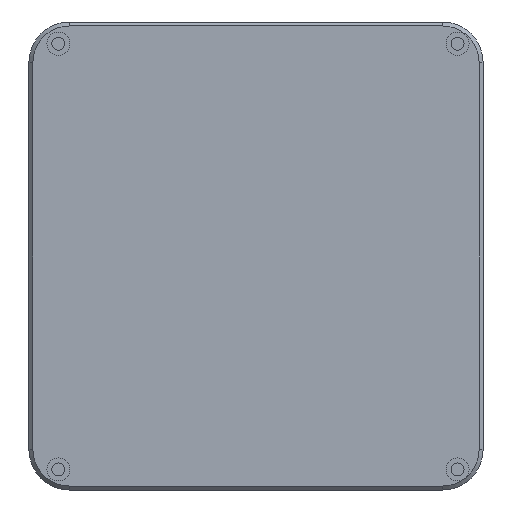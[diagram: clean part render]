
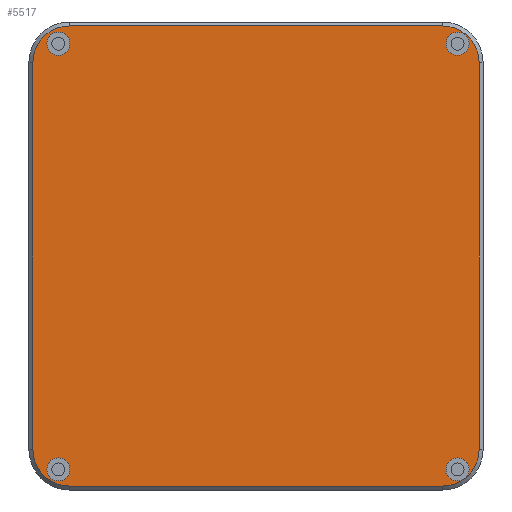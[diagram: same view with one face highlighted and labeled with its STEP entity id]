
A CAD part, left-side view. The second image highlights one B-rep face of the part: STEP entity #5517.
In plain terms, the highlighted planar face has unit normal (-1, 0, 0).
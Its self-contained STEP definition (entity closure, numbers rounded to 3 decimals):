
#47=FACE_BOUND('',#1693,.T.);
#48=FACE_BOUND('',#1694,.T.);
#49=FACE_BOUND('',#1695,.T.);
#50=FACE_BOUND('',#1696,.T.);
#63=CIRCLE('',#5796,2.925);
#66=CIRCLE('',#5801,2.925);
#69=CIRCLE('',#5806,2.925);
#72=CIRCLE('',#5811,2.925);
#95=CIRCLE('',#5853,9.3);
#96=CIRCLE('',#5856,9.3);
#98=CIRCLE('',#5860,9.3);
#101=CIRCLE('',#5865,9.3);
#182=PLANE('',#5871);
#406=LINE('',#14764,#862);
#410=LINE('',#14776,#866);
#414=LINE('',#14788,#870);
#417=LINE('',#14797,#873);
#862=VECTOR('',#6276,10.);
#866=VECTOR('',#6288,10.);
#870=VECTOR('',#6300,10.);
#873=VECTOR('',#6311,10.);
#1321=FACE_OUTER_BOUND('',#1692,.T.);
#1692=EDGE_LOOP('',(#4067,#4068,#4069,#4070,#4071,#4072,#4073,#4074));
#1693=EDGE_LOOP('',(#4075));
#1694=EDGE_LOOP('',(#4076));
#1695=EDGE_LOOP('',(#4077));
#1696=EDGE_LOOP('',(#4078));
#2301=VERTEX_POINT('',#8272);
#2304=VERTEX_POINT('',#8281);
#2307=VERTEX_POINT('',#8290);
#2310=VERTEX_POINT('',#8299);
#2423=VERTEX_POINT('',#14752);
#2426=VERTEX_POINT('',#14757);
#2428=VERTEX_POINT('',#14762);
#2430=VERTEX_POINT('',#14768);
#2432=VERTEX_POINT('',#14774);
#2434=VERTEX_POINT('',#14780);
#2436=VERTEX_POINT('',#14786);
#2438=VERTEX_POINT('',#14793);
#2785=EDGE_CURVE('',#2301,#2301,#63,.T.);
#2789=EDGE_CURVE('',#2304,#2304,#66,.T.);
#2793=EDGE_CURVE('',#2307,#2307,#69,.T.);
#2797=EDGE_CURVE('',#2310,#2310,#72,.T.);
#3000=EDGE_CURVE('',#2426,#2423,#95,.T.);
#3002=EDGE_CURVE('',#2428,#2426,#406,.T.);
#3005=EDGE_CURVE('',#2430,#2428,#96,.T.);
#3008=EDGE_CURVE('',#2432,#2430,#410,.T.);
#3011=EDGE_CURVE('',#2434,#2432,#98,.T.);
#3014=EDGE_CURVE('',#2436,#2434,#414,.T.);
#3018=EDGE_CURVE('',#2438,#2436,#101,.T.);
#3019=EDGE_CURVE('',#2423,#2438,#417,.T.);
#4067=ORIENTED_EDGE('',*,*,#3000,.F.);
#4068=ORIENTED_EDGE('',*,*,#3002,.F.);
#4069=ORIENTED_EDGE('',*,*,#3005,.F.);
#4070=ORIENTED_EDGE('',*,*,#3008,.F.);
#4071=ORIENTED_EDGE('',*,*,#3011,.F.);
#4072=ORIENTED_EDGE('',*,*,#3014,.F.);
#4073=ORIENTED_EDGE('',*,*,#3018,.F.);
#4074=ORIENTED_EDGE('',*,*,#3019,.F.);
#4075=ORIENTED_EDGE('',*,*,#2785,.T.);
#4076=ORIENTED_EDGE('',*,*,#2789,.T.);
#4077=ORIENTED_EDGE('',*,*,#2793,.T.);
#4078=ORIENTED_EDGE('',*,*,#2797,.T.);
#5517=ADVANCED_FACE('',(#1321,#47,#48,#49,#50),#182,.T.);
#5796=AXIS2_PLACEMENT_3D('',#8273,#6078,#6079);
#5801=AXIS2_PLACEMENT_3D('',#8282,#6089,#6090);
#5806=AXIS2_PLACEMENT_3D('',#8291,#6100,#6101);
#5811=AXIS2_PLACEMENT_3D('',#8300,#6111,#6112);
#5853=AXIS2_PLACEMENT_3D('',#14759,#6271,#6272);
#5856=AXIS2_PLACEMENT_3D('',#14770,#6281,#6282);
#5860=AXIS2_PLACEMENT_3D('',#14782,#6293,#6294);
#5865=AXIS2_PLACEMENT_3D('',#14795,#6307,#6308);
#5871=AXIS2_PLACEMENT_3D('',#14816,#6330,#6331);
#6078=DIRECTION('center_axis',(1.,0.,0.));
#6079=DIRECTION('ref_axis',(0.,0.,-1.));
#6089=DIRECTION('center_axis',(1.,0.,0.));
#6090=DIRECTION('ref_axis',(0.,0.,-1.));
#6100=DIRECTION('center_axis',(1.,0.,0.));
#6101=DIRECTION('ref_axis',(0.,0.,-1.));
#6111=DIRECTION('center_axis',(1.,0.,0.));
#6112=DIRECTION('ref_axis',(0.,0.,-1.));
#6271=DIRECTION('center_axis',(1.,0.,0.));
#6272=DIRECTION('ref_axis',(0.,0.707,-0.707));
#6276=DIRECTION('',(0.,1.,0.));
#6281=DIRECTION('center_axis',(1.,0.,0.));
#6282=DIRECTION('ref_axis',(0.,0.,-1.));
#6288=DIRECTION('',(0.,0.,-1.));
#6293=DIRECTION('center_axis',(1.,0.,0.));
#6294=DIRECTION('ref_axis',(0.,-1.,0.));
#6300=DIRECTION('',(0.,-1.,0.));
#6307=DIRECTION('center_axis',(1.,0.,0.));
#6308=DIRECTION('ref_axis',(0.,0.707,0.707));
#6311=DIRECTION('',(0.,0.,1.));
#6330=DIRECTION('center_axis',(-1.,0.,0.));
#6331=DIRECTION('ref_axis',(0.,-1.,0.));
#8272=CARTESIAN_POINT('',(-29.9,-19.991,-2.348));
#8273=CARTESIAN_POINT('Origin',(-29.9,-19.991,-5.273));
#8281=CARTESIAN_POINT('',(-29.9,81.509,-2.348));
#8282=CARTESIAN_POINT('Origin',(-29.9,81.509,-5.273));
#8290=CARTESIAN_POINT('',(-29.9,-19.991,105.902));
#8291=CARTESIAN_POINT('Origin',(-29.9,-19.991,102.977));
#8299=CARTESIAN_POINT('',(-29.9,81.509,105.902));
#8300=CARTESIAN_POINT('Origin',(-29.9,81.509,102.977));
#14752=CARTESIAN_POINT('',(-29.9,88.,-0.2));
#14757=CARTESIAN_POINT('',(-29.9,78.7,-9.5));
#14759=CARTESIAN_POINT('Origin',(-29.9,78.7,-0.2));
#14762=CARTESIAN_POINT('',(-29.9,-16.2,-9.5));
#14764=CARTESIAN_POINT('',(-29.9,48.225,-9.5));
#14768=CARTESIAN_POINT('',(-29.9,-25.5,-0.2));
#14770=CARTESIAN_POINT('Origin',(-29.9,-16.2,-0.2));
#14774=CARTESIAN_POINT('',(-29.9,-25.5,98.2));
#14776=CARTESIAN_POINT('',(-29.9,-25.5,24.4));
#14780=CARTESIAN_POINT('',(-29.9,-16.2,107.5));
#14782=CARTESIAN_POINT('Origin',(-29.9,-16.2,98.2));
#14786=CARTESIAN_POINT('',(-29.9,78.7,107.5));
#14788=CARTESIAN_POINT('',(-29.9,5.275,107.5));
#14793=CARTESIAN_POINT('',(-29.9,88.,98.2));
#14795=CARTESIAN_POINT('Origin',(-29.9,78.7,98.2));
#14797=CARTESIAN_POINT('',(-29.9,88.,73.6));
#14816=CARTESIAN_POINT('Origin',(-29.9,26.75,49.));
